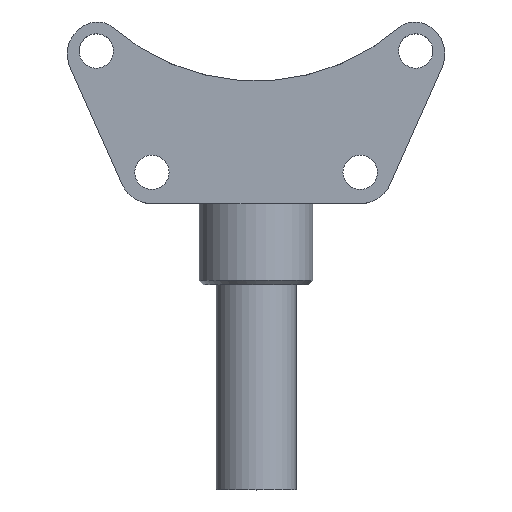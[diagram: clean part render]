
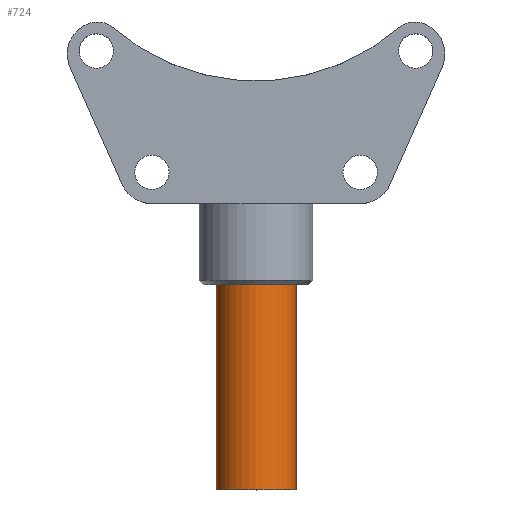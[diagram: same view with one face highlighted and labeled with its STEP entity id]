
A CAD part, top view. The second image highlights one B-rep face of the part: STEP entity #724.
In plain terms, the highlighted cylindrical face has radius 9.9 mm (diameter 19.8 mm), a partial arc.
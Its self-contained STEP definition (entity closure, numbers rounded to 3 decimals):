
#22 = AXIS2_PLACEMENT_3D ( 'NONE', #159, #834, #282 ) ;
#26 = ORIENTED_EDGE ( 'NONE', *, *, #1095, .F. ) ;
#91 = VERTEX_POINT ( 'NONE', #800 ) ;
#109 = LINE ( 'NONE', #137, #120 ) ;
#111 = FACE_OUTER_BOUND ( 'NONE', #362, .T. ) ;
#120 = VECTOR ( 'NONE', #134, 1000. ) ;
#134 = DIRECTION ( 'NONE',  ( 0., -1., 0. ) ) ;
#137 = CARTESIAN_POINT ( 'NONE',  ( -9.9, -64.783, 14. ) ) ;
#140 = AXIS2_PLACEMENT_3D ( 'NONE', #776, #585, #245 ) ;
#159 = CARTESIAN_POINT ( 'NONE',  ( 0., -64.783, 14. ) ) ;
#166 = CARTESIAN_POINT ( 'NONE',  ( 9.9, -115.783, 14. ) ) ;
#245 = DIRECTION ( 'NONE',  ( 0., 0., 1. ) ) ;
#271 = CARTESIAN_POINT ( 'NONE',  ( -9.9, -65., 14. ) ) ;
#281 = ORIENTED_EDGE ( 'NONE', *, *, #578, .T. ) ;
#282 = DIRECTION ( 'NONE',  ( 1., 0., 0. ) ) ;
#337 = VERTEX_POINT ( 'NONE', #166 ) ;
#345 = EDGE_CURVE ( 'NONE', #750, #473, #109, .T. ) ;
#347 = VECTOR ( 'NONE', #551, 1000. ) ;
#362 = EDGE_LOOP ( 'NONE', ( #26, #554, #281, #727 ) ) ;
#447 = CIRCLE ( 'NONE', #833, 9.9 ) ;
#471 = CARTESIAN_POINT ( 'NONE',  ( 9.9, -64.783, 14. ) ) ;
#473 = VERTEX_POINT ( 'NONE', #957 ) ;
#515 = DIRECTION ( 'NONE',  ( 1., 0., 0. ) ) ;
#551 = DIRECTION ( 'NONE',  ( 0., -1., 0. ) ) ;
#554 = ORIENTED_EDGE ( 'NONE', *, *, #345, .T. ) ;
#576 = LINE ( 'NONE', #471, #347 ) ;
#577 = DIRECTION ( 'NONE',  ( 0., 1., 0. ) ) ;
#578 = EDGE_CURVE ( 'NONE', #473, #337, #1155, .T. ) ;
#585 = DIRECTION ( 'NONE',  ( 0., 1., 0. ) ) ;
#602 = CARTESIAN_POINT ( 'NONE',  ( 0., -65., 14. ) ) ;
#704 = EDGE_CURVE ( 'NONE', #91, #337, #576, .T. ) ;
#724 = ADVANCED_FACE ( 'NONE', ( #111 ), #1044, .T. ) ;
#727 = ORIENTED_EDGE ( 'NONE', *, *, #704, .F. ) ;
#750 = VERTEX_POINT ( 'NONE', #271 ) ;
#776 = CARTESIAN_POINT ( 'NONE',  ( 0., -115.783, 14. ) ) ;
#800 = CARTESIAN_POINT ( 'NONE',  ( 9.9, -65., 14. ) ) ;
#833 = AXIS2_PLACEMENT_3D ( 'NONE', #602, #577, #515 ) ;
#834 = DIRECTION ( 'NONE',  ( 0., -1., 0. ) ) ;
#957 = CARTESIAN_POINT ( 'NONE',  ( -9.9, -115.783, 14. ) ) ;
#1044 = CYLINDRICAL_SURFACE ( 'NONE', #22, 9.9 ) ;
#1095 = EDGE_CURVE ( 'NONE', #750, #91, #447, .T. ) ;
#1155 = CIRCLE ( 'NONE', #140, 9.9 ) ;
